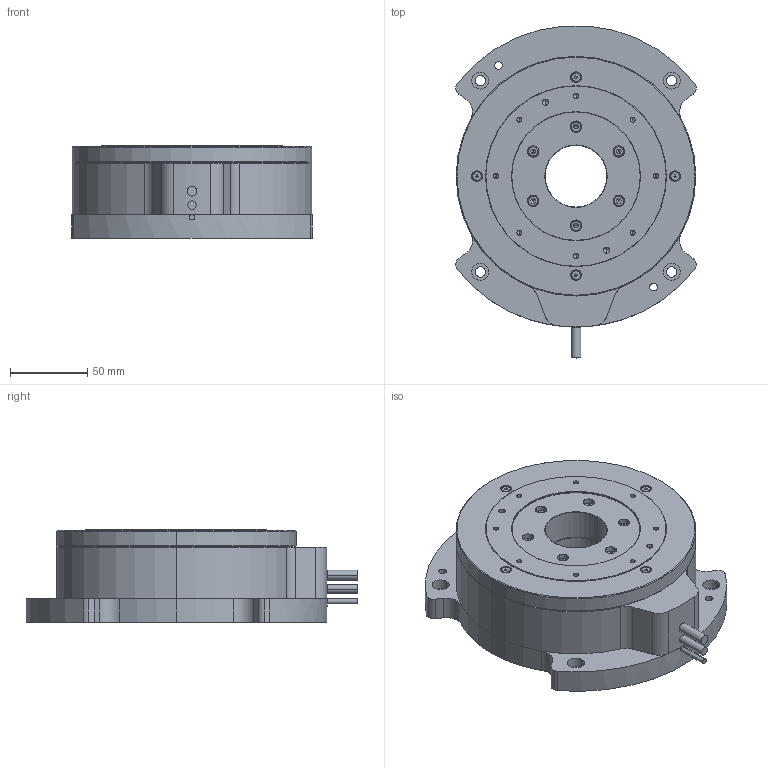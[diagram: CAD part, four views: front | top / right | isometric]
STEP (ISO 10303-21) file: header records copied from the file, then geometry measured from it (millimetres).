
FILE_DESCRIPTION (( 'STEP AP203' ), '1' );
FILE_NAME ('ZWD155-60-軞蚾饜极-model.STEP', '2023-04-25T07:24:07', ( '' ), ( '' ), 'SwSTEP 2.0', 'SolidWorks 2020', '' );
FILE_SCHEMA (( 'CONFIG_CONTROL_DESIGN' ));
Length unit declared in the file: millimetre
Products named in the file (8): ZWD155-60-蛌攫-L00-model; hexagon socket head cap screws gb_GB_FASTENER_SCREWS_HSHCS M3X16-N; ZWD155-60-埴菁釱-L00-model; hexagon socket countersunk head screws gb_GB_FASTENER_SCREWS_HSCHS M3X8-N; ZWD155-60-嫩蝶隅赽-L00-model; ZWD155-60-軞蚾饜极-model; ZWD155-60-嫖晤假蚾釱-model; hexagon socket head cap screws gb_GB_FASTENER_SCREWS_HSHCS M4X20-N
Assembly tree (32 placements, depth 2):
  ZWD155-60-軞蚾饜极-model
    ZWD155-60-埴菁釱-L00-model
    ZWD155-60-嫩蝶隅赽-L00-model
    ZWD155-60-蛌攫-L00-model
    hexagon socket countersunk head screws gb_GB_FASTENER_SCREWS_HSCHS M3X8-N  x4
    hexagon socket head cap screws gb_GB_FASTENER_SCREWS_HSHCS M4X20-N  x6
    hexagon socket head cap screws gb_GB_FASTENER_SCREWS_HSHCS M3X16-N  x18
    ZWD155-60-嫖晤假蚾釱-model
Bounding box: 155.59 x 214.67 x 60 mm (x, y, z)
Volume: 898761.4 mm3; surface area: 203543.8 mm2
Topology: 35 solids, 35 shells, 1195 faces, 2748 edges, 1632 vertices
Faces by surface type: plane 497, cylinder 398, cone 244, torus 56
Entity records: 17763 total; most frequent: DIRECTION 3163, CARTESIAN_POINT 2717, ORIENTED_EDGE 2536, AXIS2_PLACEMENT_3D 1299, EDGE_CURVE 1268, VERTEX_POINT 807, EDGE_LOOP 729, CIRCLE 697
